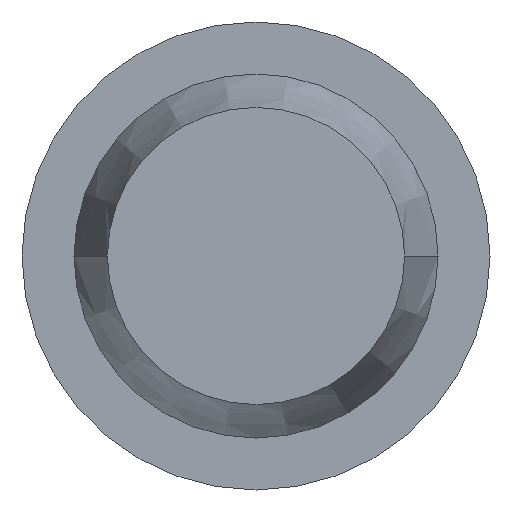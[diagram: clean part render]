
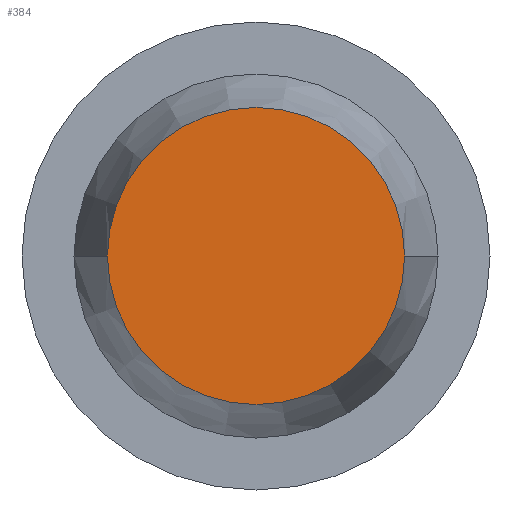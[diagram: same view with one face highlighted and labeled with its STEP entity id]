
A CAD part, left-side view. The second image highlights one B-rep face of the part: STEP entity #384.
In plain terms, the highlighted planar face has unit normal (-1, 0, 0).
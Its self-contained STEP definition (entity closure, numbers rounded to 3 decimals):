
#95=CARTESIAN_POINT('',(-8.45,0.,0.));
#96=DIRECTION('',(-1.,0.,0.));
#97=DIRECTION('',(0.,1.,0.));
#98=AXIS2_PLACEMENT_3D('',#95,#96,#97);
#125=CARTESIAN_POINT('',(-8.45,0.,0.));
#126=DIRECTION('',(1.,0.,0.));
#127=DIRECTION('',(0.,1.,0.));
#128=AXIS2_PLACEMENT_3D('',#125,#126,#127);
#267=CARTESIAN_POINT('',(-8.45,0.714,0.));
#268=CARTESIAN_POINT('',(-8.45,-0.714,0.));
#269=VERTEX_POINT('',#267);
#270=VERTEX_POINT('',#268);
#374=CARTESIAN_POINT('',(-8.45,0.,0.));
#375=DIRECTION('',(1.,0.,0.));
#376=DIRECTION('',(0.,-1.,0.));
#377=AXIS2_PLACEMENT_3D('',#374,#375,#376);
#378=PLANE('',#377);
#379=ORIENTED_EDGE('',*,*,#364,.F.);
#381=ORIENTED_EDGE('',*,*,#380,.T.);
#382=EDGE_LOOP('',(#379,#381));
#383=FACE_OUTER_BOUND('',#382,.F.);
#384=ADVANCED_FACE('',(#383),#378,.F.);
#99=CIRCLE('',#98,0.714);
#129=CIRCLE('',#128,0.714);
#364=EDGE_CURVE('',#269,#270,#99,.T.);
#380=EDGE_CURVE('',#269,#270,#129,.T.);
